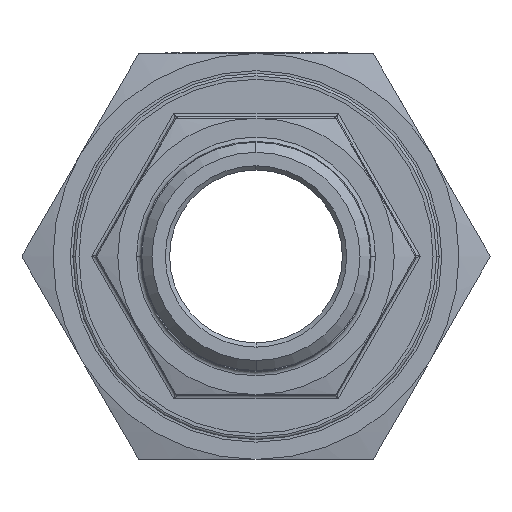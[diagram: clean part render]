
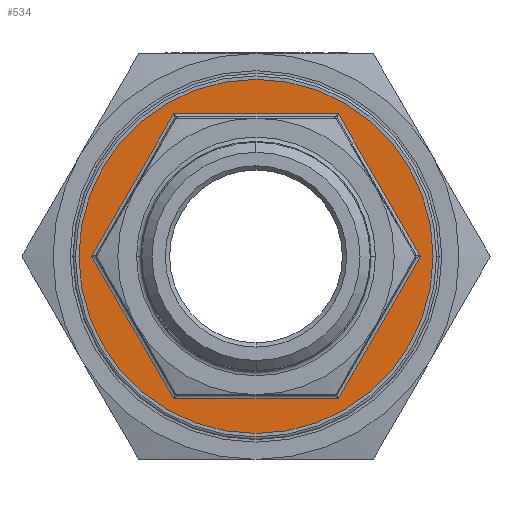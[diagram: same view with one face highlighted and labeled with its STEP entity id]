
A CAD part, left-side view. The second image highlights one B-rep face of the part: STEP entity #534.
In plain terms, the highlighted planar face has unit normal (-1, 0, 0).
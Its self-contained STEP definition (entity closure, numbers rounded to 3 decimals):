
#59 = CARTESIAN_POINT ( 'NONE',  ( -9.35, -9.526, 16.5 ) ) ;
#117 = EDGE_CURVE ( 'NONE', #15734, #3304, #10343, .T. ) ;
#264 = CARTESIAN_POINT ( 'NONE',  ( -9.35, 16.599, -4.25 ) ) ;
#417 = DIRECTION ( 'NONE',  ( 0., 0., 1. ) ) ;
#479 = EDGE_CURVE ( 'NONE', #9470, #7260, #14883, .T. ) ;
#534 = ADVANCED_FACE ( 'NONE', ( #7253, #6879 ), #14886, .F. ) ;
#1175 = ORIENTED_EDGE ( 'NONE', *, *, #479, .F. ) ;
#1499 = EDGE_LOOP ( 'NONE', ( #12268, #12621 ) ) ;
#1740 = ORIENTED_EDGE ( 'NONE', *, *, #12399, .F. ) ;
#1903 = CARTESIAN_POINT ( 'NONE',  ( -9.35, 11.98, 12.25 ) ) ;
#3141 = VERTEX_POINT ( 'NONE', #3155 ) ;
#3155 = CARTESIAN_POINT ( 'NONE',  ( -9.35, 9.526, 16.5 ) ) ;
#3304 = VERTEX_POINT ( 'NONE', #12211 ) ;
#3557 = EDGE_CURVE ( 'NONE', #16121, #7916, #13173, .T. ) ;
#3837 = EDGE_CURVE ( 'NONE', #7916, #9470, #4020, .T. ) ;
#3930 = CARTESIAN_POINT ( 'NONE',  ( -9.35, -19.053, 0. ) ) ;
#4005 = AXIS2_PLACEMENT_3D ( 'NONE', #11630, #4210, #417 ) ;
#4020 = LINE ( 'NONE', #8996, #4795 ) ;
#4161 = AXIS2_PLACEMENT_3D ( 'NONE', #15604, #5856, #13200 ) ;
#4210 = DIRECTION ( 'NONE',  ( -1., 0., 0. ) ) ;
#4223 = VECTOR ( 'NONE', #8905, 1000. ) ;
#4388 = VECTOR ( 'NONE', #5746, 1000. ) ;
#4497 = CARTESIAN_POINT ( 'NONE',  ( -9.35, -4.619, 16.5 ) ) ;
#4598 = EDGE_CURVE ( 'NONE', #9751, #3141, #10976, .T. ) ;
#4795 = VECTOR ( 'NONE', #6635, 1000. ) ;
#5746 = DIRECTION ( 'NONE',  ( 0., 1., 0. ) ) ;
#5856 = DIRECTION ( 'NONE',  ( -1., 0., 0. ) ) ;
#6543 = EDGE_CURVE ( 'NONE', #3141, #16121, #12813, .T. ) ;
#6635 = DIRECTION ( 'NONE',  ( 0., -1., 0. ) ) ;
#6814 = CARTESIAN_POINT ( 'NONE',  ( -9.35, 19.053, 0. ) ) ;
#6879 = FACE_BOUND ( 'NONE', #9268, .T. ) ;
#7089 = CIRCLE ( 'NONE', #4005, 20.5 ) ;
#7253 = FACE_OUTER_BOUND ( 'NONE', #1499, .T. ) ;
#7260 = VERTEX_POINT ( 'NONE', #3930 ) ;
#7317 = CARTESIAN_POINT ( 'NONE',  ( -9.35, 0., -20.5 ) ) ;
#7762 = ORIENTED_EDGE ( 'NONE', *, *, #4598, .F. ) ;
#7916 = VERTEX_POINT ( 'NONE', #8270 ) ;
#8069 = EDGE_CURVE ( 'NONE', #3304, #15734, #7089, .T. ) ;
#8270 = CARTESIAN_POINT ( 'NONE',  ( -9.35, 9.526, -16.5 ) ) ;
#8640 = CARTESIAN_POINT ( 'NONE',  ( -9.35, 0., 0. ) ) ;
#8905 = DIRECTION ( 'NONE',  ( 0., -0.5, -0.866 ) ) ;
#8996 = CARTESIAN_POINT ( 'NONE',  ( -9.35, 4.619, -16.5 ) ) ;
#9268 = EDGE_LOOP ( 'NONE', ( #10521, #10158, #7762, #1740, #1175, #11034 ) ) ;
#9309 = DIRECTION ( 'NONE',  ( 0., 0.5, 0.866 ) ) ;
#9470 = VERTEX_POINT ( 'NONE', #15396 ) ;
#9648 = AXIS2_PLACEMENT_3D ( 'NONE', #8640, #9886, #11142 ) ;
#9751 = VERTEX_POINT ( 'NONE', #59 ) ;
#9886 = DIRECTION ( 'NONE',  ( 1., 0., 0. ) ) ;
#10158 = ORIENTED_EDGE ( 'NONE', *, *, #6543, .F. ) ;
#10343 = CIRCLE ( 'NONE', #4161, 20.5 ) ;
#10521 = ORIENTED_EDGE ( 'NONE', *, *, #3557, .F. ) ;
#10708 = LINE ( 'NONE', #15612, #11497 ) ;
#10976 = LINE ( 'NONE', #4497, #4388 ) ;
#11034 = ORIENTED_EDGE ( 'NONE', *, *, #3837, .F. ) ;
#11142 = DIRECTION ( 'NONE',  ( 0., 1., 0. ) ) ;
#11497 = VECTOR ( 'NONE', #9309, 1000. ) ;
#11542 = VECTOR ( 'NONE', #13735, 1000. ) ;
#11630 = CARTESIAN_POINT ( 'NONE',  ( -9.35, 0., 0. ) ) ;
#12211 = CARTESIAN_POINT ( 'NONE',  ( -9.35, 0., 20.5 ) ) ;
#12268 = ORIENTED_EDGE ( 'NONE', *, *, #8069, .T. ) ;
#12399 = EDGE_CURVE ( 'NONE', #7260, #9751, #10708, .T. ) ;
#12421 = CARTESIAN_POINT ( 'NONE',  ( -9.35, -11.98, -12.25 ) ) ;
#12621 = ORIENTED_EDGE ( 'NONE', *, *, #117, .T. ) ;
#12813 = LINE ( 'NONE', #1903, #14776 ) ;
#13173 = LINE ( 'NONE', #264, #4223 ) ;
#13200 = DIRECTION ( 'NONE',  ( 0., 0., 1. ) ) ;
#13735 = DIRECTION ( 'NONE',  ( 0., -0.5, 0.866 ) ) ;
#14776 = VECTOR ( 'NONE', #15597, 1000. ) ;
#14883 = LINE ( 'NONE', #12421, #11542 ) ;
#14886 = PLANE ( 'NONE',  #9648 ) ;
#15396 = CARTESIAN_POINT ( 'NONE',  ( -9.35, -9.526, -16.5 ) ) ;
#15597 = DIRECTION ( 'NONE',  ( 0., 0.5, -0.866 ) ) ;
#15604 = CARTESIAN_POINT ( 'NONE',  ( -9.35, 0., 0. ) ) ;
#15612 = CARTESIAN_POINT ( 'NONE',  ( -9.35, -16.599, 4.25 ) ) ;
#15734 = VERTEX_POINT ( 'NONE', #7317 ) ;
#16121 = VERTEX_POINT ( 'NONE', #6814 ) ;
